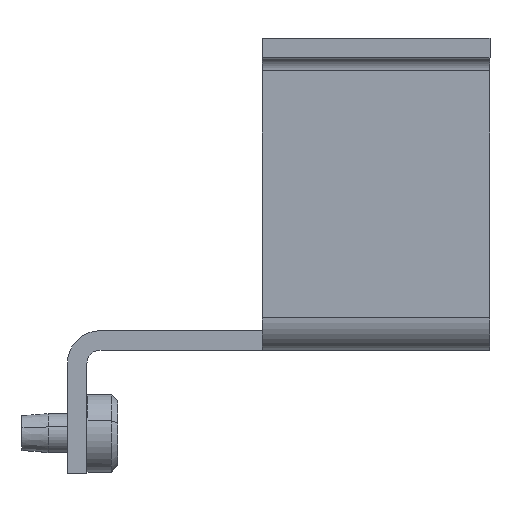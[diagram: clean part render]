
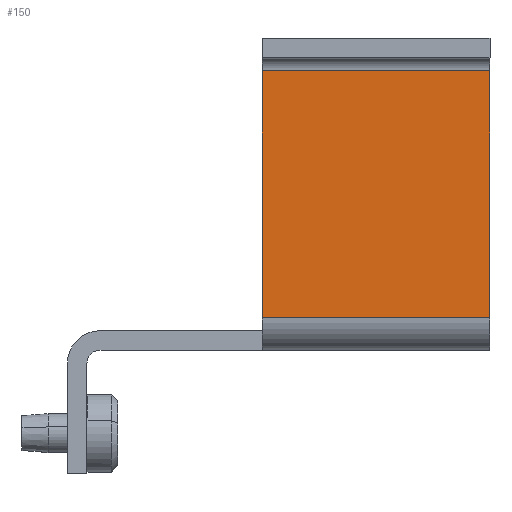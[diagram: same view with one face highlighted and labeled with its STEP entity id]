
A CAD part, front view. The second image highlights one B-rep face of the part: STEP entity #150.
In plain terms, the highlighted planar face has unit normal (0, -1, 0).
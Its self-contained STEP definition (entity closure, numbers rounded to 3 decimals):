
#150=ADVANCED_FACE('',(#328),#329,.T.);
#328=FACE_OUTER_BOUND('',#599,.T.);
#329=PLANE('',#600);
#599=EDGE_LOOP('',(#1054,#1055,#1056,#1057));
#600=AXIS2_PLACEMENT_3D('',#1058,#1059,#1060);
#1054=ORIENTED_EDGE('',*,*,#1366,.F.);
#1055=ORIENTED_EDGE('',*,*,#1434,.F.);
#1056=ORIENTED_EDGE('',*,*,#1359,.F.);
#1057=ORIENTED_EDGE('',*,*,#1438,.F.);
#1058=CARTESIAN_POINT('',(72.,106.,64.));
#1059=DIRECTION('',(0.,-1.0,0.));
#1060=DIRECTION('',(-1.0,0.,0.0));
#1359=EDGE_CURVE('',#1613,#1615,#1616,.T.);
#1366=EDGE_CURVE('',#1626,#1628,#1629,.T.);
#1434=EDGE_CURVE('',#1615,#1626,#1729,.T.);
#1438=EDGE_CURVE('',#1628,#1613,#1733,.T.);
#1613=VERTEX_POINT('',#1983);
#1615=VERTEX_POINT('',#1985);
#1616=LINE('',#1986,#1987);
#1626=VERTEX_POINT('',#2000);
#1628=VERTEX_POINT('',#2002);
#1629=LINE('',#2003,#2004);
#1729=LINE('',#2151,#2152);
#1733=LINE('',#2157,#2158);
#1983=CARTESIAN_POINT('',(37.,106.,24.));
#1985=CARTESIAN_POINT('',(37.,106.,62.));
#1986=CARTESIAN_POINT('',(37.,106.,64.));
#1987=VECTOR('',#2370,1.0);
#2000=CARTESIAN_POINT('',(72.,106.,62.));
#2002=CARTESIAN_POINT('',(72.,106.,24.));
#2003=CARTESIAN_POINT('',(72.,106.,24.));
#2004=VECTOR('',#2380,1.0);
#2151=CARTESIAN_POINT('',(37.,106.,62.));
#2152=VECTOR('',#2437,1.0);
#2157=CARTESIAN_POINT('',(37.,106.,24.));
#2158=VECTOR('',#2439,1.0);
#2370=DIRECTION('',(0.,0.,1.0));
#2380=DIRECTION('',(0.,0.,-1.0));
#2437=DIRECTION('',(1.0,0.,0.));
#2439=DIRECTION('',(-1.0,0.,0.));
